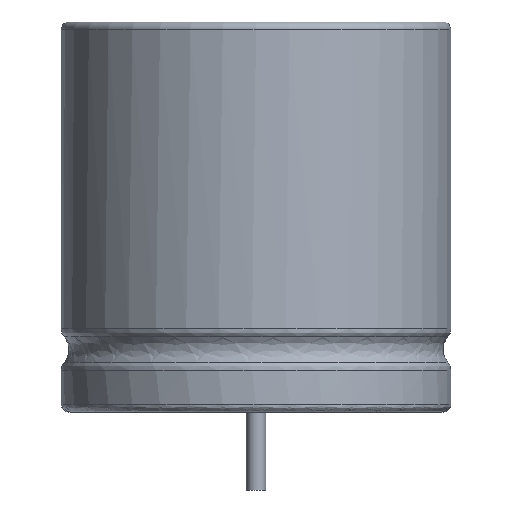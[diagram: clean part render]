
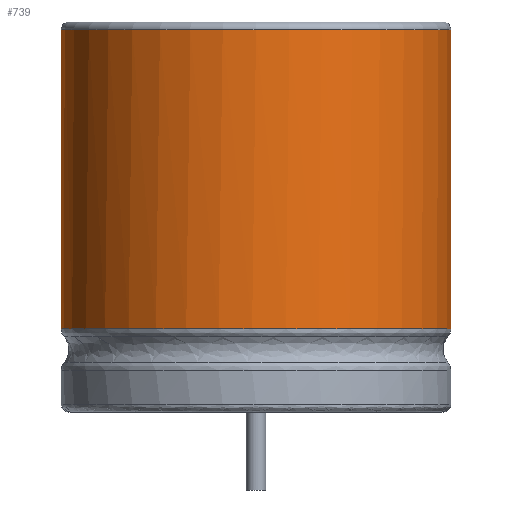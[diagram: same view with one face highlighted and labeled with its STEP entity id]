
A CAD part, left-side view. The second image highlights one B-rep face of the part: STEP entity #739.
In plain terms, the highlighted cylindrical face has radius 5 mm (diameter 10 mm), a partial arc.
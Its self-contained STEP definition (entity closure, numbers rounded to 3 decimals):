
#12=DIRECTION('',(0.,0.,1.));
#106=DIRECTION('',(0.,-0.,-1.));
#107=DIRECTION('',(0.924,-0.383,0.));
#234=VECTOR('',#12,1.);
#530=VERTEX_POINT('',#531);
#531=CARTESIAN_POINT('',(5.869,-1.913,2.135));
#539=ORIENTED_EDGE('',*,*,#540,.T.);
#540=EDGE_CURVE('',#530,#541,#543,.T.);
#541=VERTEX_POINT('',#542);
#542=CARTESIAN_POINT('',(5.869,1.913,2.135));
#543=B_SPLINE_CURVE_WITH_KNOTS('',12,(#544,#545,#546,#547,#548,#549,#550,#551,#552,#553,#554,#555,#556,#557,#558,#559,#560,#561,#562,#563,#564,#565,#566,#567,#568,#569,#570,#571,#572,#573,#574,#575,#576,#577,#578),.UNSPECIFIED.,.F.,.F.,(13,11,11,13),(-1.171,0.,27.489,28.66),.UNSPECIFIED.);
#544=CARTESIAN_POINT('',(6.318,-0.831,2.135));
#545=CARTESIAN_POINT('',(6.28,-0.922,2.135));
#546=CARTESIAN_POINT('',(6.242,-1.013,2.135));
#547=CARTESIAN_POINT('',(6.205,-1.103,2.135));
#548=CARTESIAN_POINT('',(6.167,-1.194,2.135));
#549=CARTESIAN_POINT('',(6.13,-1.284,2.135));
#550=CARTESIAN_POINT('',(6.093,-1.374,2.135));
#551=CARTESIAN_POINT('',(6.055,-1.465,2.135));
#552=CARTESIAN_POINT('',(6.018,-1.555,2.135));
#553=CARTESIAN_POINT('',(5.981,-1.644,2.135));
#554=CARTESIAN_POINT('',(5.944,-1.734,2.135));
#555=CARTESIAN_POINT('',(5.906,-1.824,2.135));
#556=CARTESIAN_POINT('',(4.999,-4.015,2.135));
#557=CARTESIAN_POINT('',(3.071,-5.717,2.135));
#558=CARTESIAN_POINT('',(0.289,-6.391,2.135));
#559=CARTESIAN_POINT('',(-2.694,-5.514,2.135));
#560=CARTESIAN_POINT('',(-4.916,-3.325,2.135));
#561=CARTESIAN_POINT('',(-6.029,0.,2.135));
#562=CARTESIAN_POINT('',(-4.916,3.325,2.135));
#563=CARTESIAN_POINT('',(-2.694,5.514,2.135));
#564=CARTESIAN_POINT('',(0.289,6.391,2.135));
#565=CARTESIAN_POINT('',(3.071,5.717,2.135));
#566=CARTESIAN_POINT('',(4.999,4.015,2.135));
#567=CARTESIAN_POINT('',(5.906,1.824,2.135));
#568=CARTESIAN_POINT('',(5.944,1.734,2.135));
#569=CARTESIAN_POINT('',(5.981,1.644,2.135));
#570=CARTESIAN_POINT('',(6.018,1.555,2.135));
#571=CARTESIAN_POINT('',(6.055,1.465,2.135));
#572=CARTESIAN_POINT('',(6.093,1.374,2.135));
#573=CARTESIAN_POINT('',(6.13,1.284,2.135));
#574=CARTESIAN_POINT('',(6.167,1.194,2.135));
#575=CARTESIAN_POINT('',(6.205,1.103,2.135));
#576=CARTESIAN_POINT('',(6.242,1.013,2.135));
#577=CARTESIAN_POINT('',(6.28,0.922,2.135));
#578=CARTESIAN_POINT('',(6.318,0.831,2.135));
#739=ADVANCED_FACE('',(#740),#759,.T.);
#740=FACE_BOUND('',#741,.F.);
#741=EDGE_LOOP('',(#742,#539,#748,#754));
#742=ORIENTED_EDGE('',*,*,#743,.F.);
#743=EDGE_CURVE('',#530,#744,#746,.T.);
#744=VERTEX_POINT('',#745);
#745=CARTESIAN_POINT('',(5.869,-1.913,9.8));
#746=LINE('',#747,#234);
#747=CARTESIAN_POINT('',(5.869,-1.913,2.));
#748=ORIENTED_EDGE('',*,*,#749,.T.);
#749=EDGE_CURVE('',#541,#750,#752,.T.);
#750=VERTEX_POINT('',#751);
#751=CARTESIAN_POINT('',(5.869,1.913,9.8));
#752=LINE('',#753,#234);
#753=CARTESIAN_POINT('',(5.869,1.913,2.));
#754=ORIENTED_EDGE('',*,*,#755,.F.);
#755=EDGE_CURVE('',#744,#750,#756,.T.);
#756=CIRCLE('',#757,5.);
#757=AXIS2_PLACEMENT_3D('',#758,#106,#107);
#758=CARTESIAN_POINT('',(1.25,0.,9.8));
#759=CYLINDRICAL_SURFACE('',#760,5.);
#760=AXIS2_PLACEMENT_3D('',#761,#12,#107);
#761=CARTESIAN_POINT('',(1.25,0.,2.));
